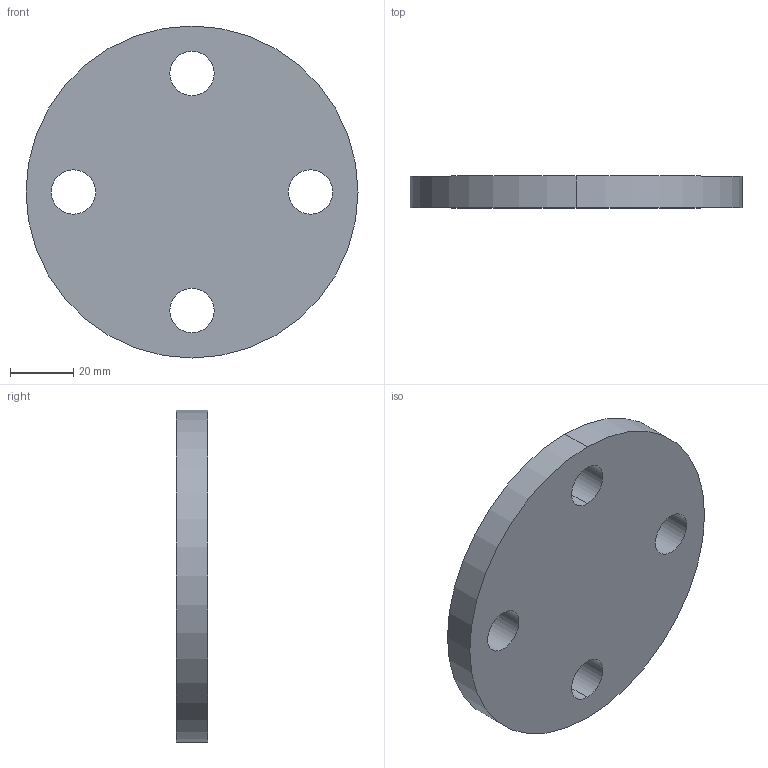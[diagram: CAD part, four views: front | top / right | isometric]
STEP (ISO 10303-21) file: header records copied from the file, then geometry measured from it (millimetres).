
FILE_DESCRIPTION (( 'STEP AP203' ), '1' );
FILE_NAME ('3D_R187_PN10_DN20_176662010.STEP', '2024-07-10T09:17:29', ( '' ), ( '' ), 'SwSTEP 2.0', 'SolidWorks 2024', '' );
FILE_SCHEMA (( 'CONFIG_CONTROL_DESIGN' ));
Length unit declared in the file: millimetre
Products named in the file (1): 3D_R187_PN10_DN20_176662010
Bounding box: 105 x 10 x 105 mm (x, y, z)
Volume: 80432.6 mm3; surface area: 21144.5 mm2
Topology: 1 solids, 1 shells, 12 faces, 30 edges, 20 vertices
Faces by surface type: cylinder 10, plane 2
Entity records: 467 total; most frequent: DIRECTION 76, CARTESIAN_POINT 63, ORIENTED_EDGE 60, AXIS2_PLACEMENT_3D 33, EDGE_CURVE 30, EDGE_LOOP 20, VERTEX_POINT 20, CIRCLE 20
